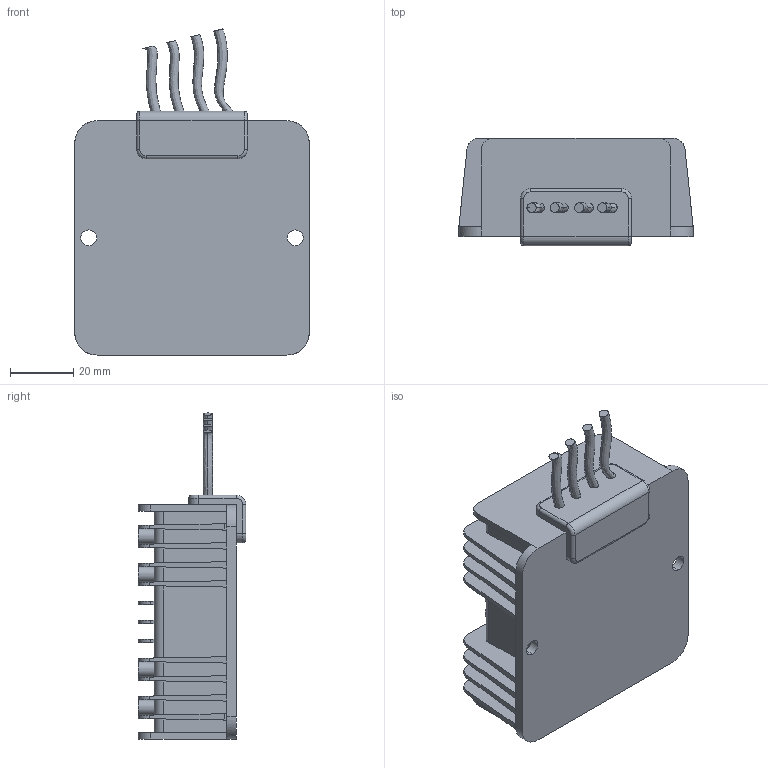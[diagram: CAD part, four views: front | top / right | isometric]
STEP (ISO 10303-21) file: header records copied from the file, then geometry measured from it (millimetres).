
FILE_DESCRIPTION (( 'STEP AP214' ), '1' );
FILE_NAME ('CPT 12V-24V-5V 20A 100W Converter.STEP', '2020-01-30T13:35:13', ( '' ), ( '' ), 'SwSTEP 2.0', 'SolidWorks 2019', '' );
FILE_SCHEMA (( 'AUTOMOTIVE_DESIGN' ));
Length unit declared in the file: millimetre
Products named in the file (1): CPT 12V-24V-5V 20A 100W Converter
Bounding box: 74 x 34 x 102.99 mm (x, y, z)
Volume: 128102.8 mm3; surface area: 32547.4 mm2
Topology: 1 solids, 1 shells, 228 faces, 609 edges, 390 vertices
Faces by surface type: plane 139, cylinder 75, bspline 8, torus 6
Entity records: 8726 total; most frequent: CARTESIAN_POINT 2896, ORIENTED_EDGE 1218, DIRECTION 1035, EDGE_CURVE 609, VECTOR 401, LINE 401, VERTEX_POINT 390, AXIS2_PLACEMENT_3D 317
